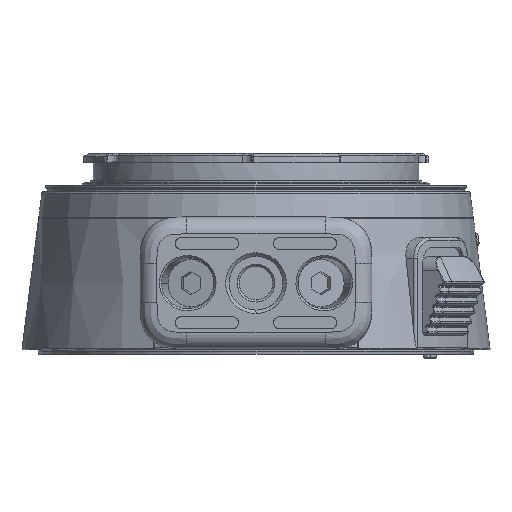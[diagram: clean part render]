
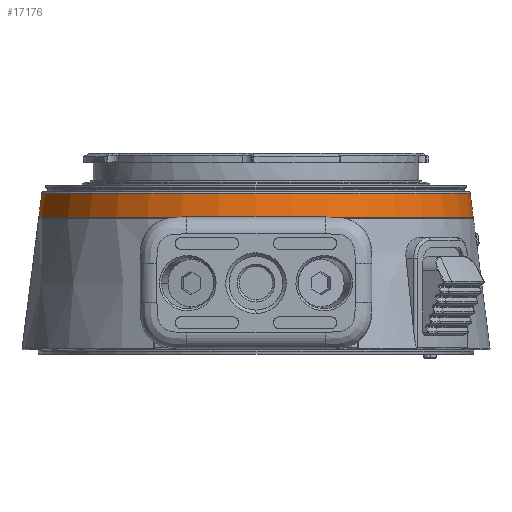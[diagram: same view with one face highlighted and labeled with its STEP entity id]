
A CAD part, front view. The second image highlights one B-rep face of the part: STEP entity #17176.
In plain terms, the highlighted conical face has half-angle 7.28 degrees and reference radius 32.298 mm.
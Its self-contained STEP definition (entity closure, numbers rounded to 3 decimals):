
#487 = AXIS2_PLACEMENT_3D ( 'NONE', #56199, #56183, #55996 ) ;
#3897 = CARTESIAN_POINT ( 'NONE',  ( 31.833, 0., -20.462 ) ) ;
#4280 = ORIENTED_EDGE ( 'NONE', *, *, #46550, .T. ) ;
#5821 = DIRECTION ( 'NONE',  ( 1., 0., 0. ) ) ;
#9410 = AXIS2_PLACEMENT_3D ( 'NONE', #45513, #17896, #36200 ) ;
#13047 = LINE ( 'NONE', #45040, #51093 ) ;
#13636 = CIRCLE ( 'NONE', #53317, 32.286 ) ;
#17176 = ADVANCED_FACE ( 'NONE', ( #26210 ), #34430, .T. ) ;
#17896 = DIRECTION ( 'NONE',  ( 0., 0., -1. ) ) ;
#18891 = CARTESIAN_POINT ( 'NONE',  ( -32.286, 0., -24.001 ) ) ;
#19694 = DIRECTION ( 'NONE',  ( -0.127, 0., -0.992 ) ) ;
#20437 = CARTESIAN_POINT ( 'NONE',  ( -32.298, 0., -24.1 ) ) ;
#21195 = VERTEX_POINT ( 'NONE', #30205 ) ;
#22726 = VERTEX_POINT ( 'NONE', #3897 ) ;
#24071 = ORIENTED_EDGE ( 'NONE', *, *, #45257, .F. ) ;
#26210 = FACE_OUTER_BOUND ( 'NONE', #45373, .T. ) ;
#26232 = ORIENTED_EDGE ( 'NONE', *, *, #55003, .T. ) ;
#28542 = VECTOR ( 'NONE', #19694, 1000. ) ;
#30205 = CARTESIAN_POINT ( 'NONE',  ( 32.286, 0., -24.001 ) ) ;
#31551 = VERTEX_POINT ( 'NONE', #59595 ) ;
#32205 = CARTESIAN_POINT ( 'NONE',  ( 0., 0., -24.001 ) ) ;
#34430 = CONICAL_SURFACE ( 'NONE', #9410, 32.298, 0.127 ) ;
#36200 = DIRECTION ( 'NONE',  ( -1., 0., 0. ) ) ;
#42861 = ORIENTED_EDGE ( 'NONE', *, *, #45086, .T. ) ;
#45040 = CARTESIAN_POINT ( 'NONE',  ( 32.298, 0., -24.1 ) ) ;
#45086 = EDGE_CURVE ( 'NONE', #22726, #31551, #60154, .T. ) ;
#45193 = DIRECTION ( 'NONE',  ( 0.127, 0., -0.992 ) ) ;
#45257 = EDGE_CURVE ( 'NONE', #22726, #21195, #13047, .T. ) ;
#45373 = EDGE_LOOP ( 'NONE', ( #24071, #42861, #4280, #26232 ) ) ;
#45513 = CARTESIAN_POINT ( 'NONE',  ( 0., 0., -24.1 ) ) ;
#46550 = EDGE_CURVE ( 'NONE', #31551, #51985, #48523, .T. ) ;
#48523 = LINE ( 'NONE', #20437, #28542 ) ;
#51093 = VECTOR ( 'NONE', #45193, 1000. ) ;
#51985 = VERTEX_POINT ( 'NONE', #18891 ) ;
#53317 = AXIS2_PLACEMENT_3D ( 'NONE', #32205, #60490, #5821 ) ;
#55003 = EDGE_CURVE ( 'NONE', #51985, #21195, #13636, .T. ) ;
#55996 = DIRECTION ( 'NONE',  ( 1., 0., 0. ) ) ;
#56183 = DIRECTION ( 'NONE',  ( 0., 0., -1. ) ) ;
#56199 = CARTESIAN_POINT ( 'NONE',  ( 0., 0., -20.462 ) ) ;
#59595 = CARTESIAN_POINT ( 'NONE',  ( -31.833, 0., -20.462 ) ) ;
#60154 = CIRCLE ( 'NONE', #487, 31.833 ) ;
#60490 = DIRECTION ( 'NONE',  ( 0., 0., 1. ) ) ;
